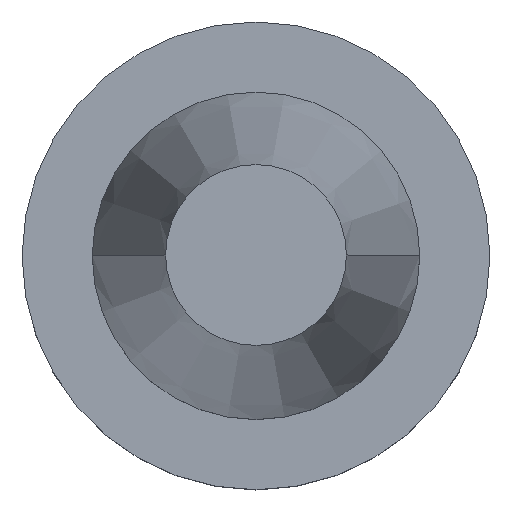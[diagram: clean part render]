
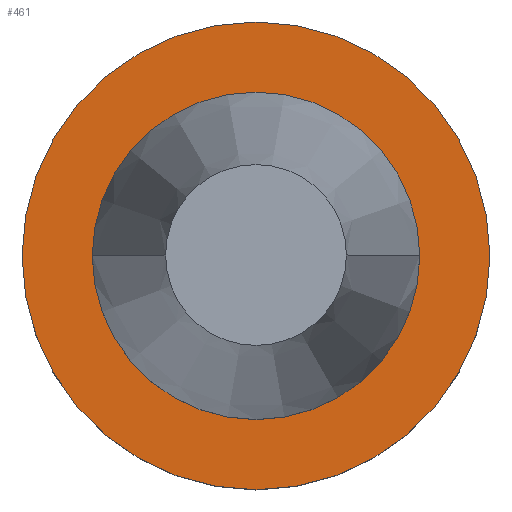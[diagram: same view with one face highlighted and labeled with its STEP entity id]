
A CAD part, top view. The second image highlights one B-rep face of the part: STEP entity #461.
In plain terms, the highlighted planar face has unit normal (0, 0, 1).
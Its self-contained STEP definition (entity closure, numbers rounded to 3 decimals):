
#43 = DIRECTION ( 'NONE',  ( 1., 0., 0. ) ) ;
#45 = VERTEX_POINT ( 'NONE', #777 ) ;
#78 = DIRECTION ( 'NONE',  ( 1., 0., 0. ) ) ;
#91 = CARTESIAN_POINT ( 'NONE',  ( 0., 31.75, -3.175 ) ) ;
#92 = EDGE_CURVE ( 'NONE', #478, #213, #263, .T. ) ;
#100 = CARTESIAN_POINT ( 'NONE',  ( 0., 0., -3.175 ) ) ;
#101 = AXIS2_PLACEMENT_3D ( 'NONE', #100, #755, #43 ) ;
#124 = CARTESIAN_POINT ( 'NONE',  ( -22.225, 0., -3.175 ) ) ;
#127 = CARTESIAN_POINT ( 'NONE',  ( 22.225, 0., -3.175 ) ) ;
#212 = EDGE_LOOP ( 'NONE', ( #454, #709 ) ) ;
#213 = VERTEX_POINT ( 'NONE', #127 ) ;
#241 = EDGE_CURVE ( 'NONE', #213, #478, #340, .T. ) ;
#246 = DIRECTION ( 'NONE',  ( 0., 0., -1. ) ) ;
#259 = CARTESIAN_POINT ( 'NONE',  ( 0., 0., -3.175 ) ) ;
#263 = CIRCLE ( 'NONE', #448, 22.225 ) ;
#281 = FACE_BOUND ( 'NONE', #212, .T. ) ;
#301 = EDGE_CURVE ( 'NONE', #45, #568, #323, .T. ) ;
#307 = EDGE_LOOP ( 'NONE', ( #698, #347 ) ) ;
#323 = CIRCLE ( 'NONE', #101, 31.75 ) ;
#324 = AXIS2_PLACEMENT_3D ( 'NONE', #91, #246, #663 ) ;
#340 = CIRCLE ( 'NONE', #368, 22.225 ) ;
#347 = ORIENTED_EDGE ( 'NONE', *, *, #301, .T. ) ;
#368 = AXIS2_PLACEMENT_3D ( 'NONE', #259, #498, #392 ) ;
#392 = DIRECTION ( 'NONE',  ( 1., 0., 0. ) ) ;
#396 = CARTESIAN_POINT ( 'NONE',  ( 0., 0., -3.175 ) ) ;
#412 = AXIS2_PLACEMENT_3D ( 'NONE', #724, #614, #78 ) ;
#448 = AXIS2_PLACEMENT_3D ( 'NONE', #396, #633, #457 ) ;
#454 = ORIENTED_EDGE ( 'NONE', *, *, #241, .F. ) ;
#457 = DIRECTION ( 'NONE',  ( 1., 0., 0. ) ) ;
#459 = PLANE ( 'NONE',  #324 ) ;
#461 = ADVANCED_FACE ( 'NONE', ( #281, #631 ), #459, .F. ) ;
#478 = VERTEX_POINT ( 'NONE', #124 ) ;
#498 = DIRECTION ( 'NONE',  ( 0., 0., 1. ) ) ;
#504 = EDGE_CURVE ( 'NONE', #568, #45, #593, .T. ) ;
#568 = VERTEX_POINT ( 'NONE', #668 ) ;
#593 = CIRCLE ( 'NONE', #412, 31.75 ) ;
#614 = DIRECTION ( 'NONE',  ( 0., 0., 1. ) ) ;
#631 = FACE_OUTER_BOUND ( 'NONE', #307, .T. ) ;
#633 = DIRECTION ( 'NONE',  ( 0., 0., 1. ) ) ;
#663 = DIRECTION ( 'NONE',  ( -1., 0., 0. ) ) ;
#668 = CARTESIAN_POINT ( 'NONE',  ( 31.75, 0., -3.175 ) ) ;
#698 = ORIENTED_EDGE ( 'NONE', *, *, #504, .T. ) ;
#709 = ORIENTED_EDGE ( 'NONE', *, *, #92, .F. ) ;
#724 = CARTESIAN_POINT ( 'NONE',  ( 0., 0., -3.175 ) ) ;
#755 = DIRECTION ( 'NONE',  ( 0., 0., 1. ) ) ;
#777 = CARTESIAN_POINT ( 'NONE',  ( -31.75, 0., -3.175 ) ) ;
